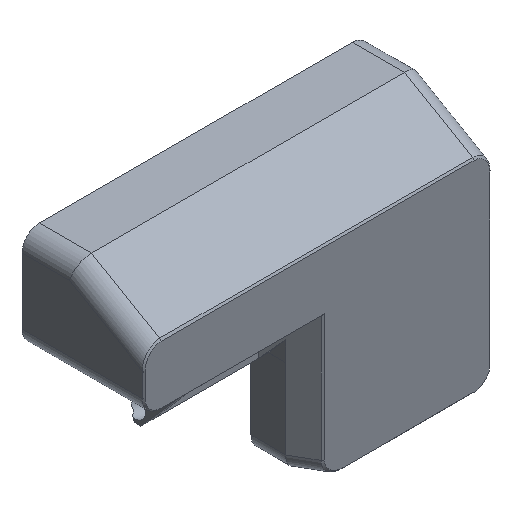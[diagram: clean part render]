
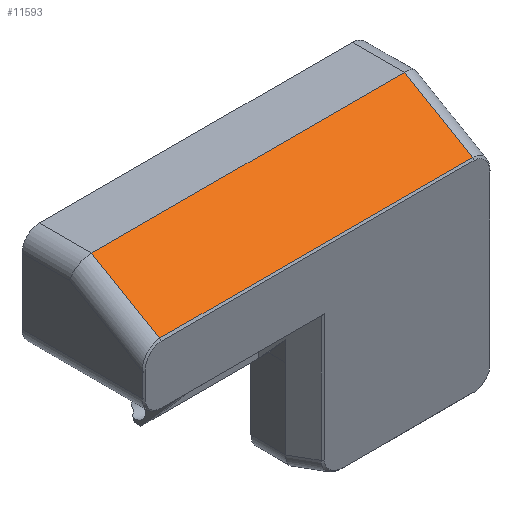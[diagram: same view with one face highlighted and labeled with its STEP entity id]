
A CAD part, isometric view. The second image highlights one B-rep face of the part: STEP entity #11593.
In plain terms, the highlighted planar face has unit normal (0, -0.5, 0.866).
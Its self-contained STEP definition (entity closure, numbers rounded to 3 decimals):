
#10849 = VERTEX_POINT('',#10850);
#10850 = CARTESIAN_POINT('',(92.848,-18.054,
    17.653));
#10867 = CYLINDRICAL_SURFACE('',#10868,5.);
#10868 = AXIS2_PLACEMENT_3D('',#10869,#10870,#10871);
#10869 = CARTESIAN_POINT('',(92.848,-17.493,
    12.203));
#10870 = DIRECTION('',(0.,0.866,0.5));
#10871 = DIRECTION('',(0.707,-0.354,0.612));
#10916 = PLANE('',#10917);
#10917 = AXIS2_PLACEMENT_3D('',#10918,#10919,#10920);
#10918 = CARTESIAN_POINT('',(33.577,-18.227,
    17.353));
#10919 = DIRECTION('',(0.,-0.866,0.5));
#10920 = DIRECTION('',(1.,0.,0.));
#10959 = EDGE_CURVE('',#10849,#10960,#10962,.T.);
#10960 = VERTEX_POINT('',#10961);
#10961 = CARTESIAN_POINT('',(2.848,-18.054,
    17.653));
#10962 = SURFACE_CURVE('',#10963,(#10967,#10974),.PCURVE_S1.);
#10963 = LINE('',#10964,#10965);
#10964 = CARTESIAN_POINT('',(33.577,-18.054,
    17.653));
#10965 = VECTOR('',#10966,1.);
#10966 = DIRECTION('',(-1.,0.,0.));
#10967 = PCURVE('',#10916,#10968);
#10968 = DEFINITIONAL_REPRESENTATION('',(#10969),#10973);
#10969 = LINE('',#10970,#10971);
#10970 = CARTESIAN_POINT('',(0.,0.346));
#10971 = VECTOR('',#10972,1.);
#10972 = DIRECTION('',(-1.,0.));
#10973 = ( GEOMETRIC_REPRESENTATION_CONTEXT(2) 
PARAMETRIC_REPRESENTATION_CONTEXT() REPRESENTATION_CONTEXT('2D SPACE',''
  ) );
#10974 = PCURVE('',#10975,#10980);
#10975 = PLANE('',#10976);
#10976 = AXIS2_PLACEMENT_3D('',#10977,#10978,#10979);
#10977 = CARTESIAN_POINT('',(21.667,-8.4,
    23.226));
#10978 = DIRECTION('',(0.,-0.5,0.866));
#10979 = DIRECTION('',(1.,0.,0.));
#10980 = DEFINITIONAL_REPRESENTATION('',(#10981),#10985);
#10981 = LINE('',#10982,#10983);
#10982 = CARTESIAN_POINT('',(11.91,-11.147));
#10983 = VECTOR('',#10984,1.);
#10984 = DIRECTION('',(-1.,0.));
#10985 = ( GEOMETRIC_REPRESENTATION_CONTEXT(2) 
PARAMETRIC_REPRESENTATION_CONTEXT() REPRESENTATION_CONTEXT('2D SPACE',''
  ) );
#11126 = CYLINDRICAL_SURFACE('',#11127,5.);
#11127 = AXIS2_PLACEMENT_3D('',#11128,#11129,#11130);
#11128 = CARTESIAN_POINT('',(2.848,-14.679,
    13.828));
#11129 = DIRECTION('',(0.,-0.866,-0.5));
#11130 = DIRECTION('',(-0.707,-0.354,0.612));
#11504 = EDGE_CURVE('',#10960,#11505,#11507,.T.);
#11505 = VERTEX_POINT('',#11506);
#11506 = CARTESIAN_POINT('',(2.848,1.6,29.));
#11507 = SURFACE_CURVE('',#11508,(#11512,#11519),.PCURVE_S1.);
#11508 = LINE('',#11509,#11510);
#11509 = CARTESIAN_POINT('',(2.848,-17.179,
    18.158));
#11510 = VECTOR('',#11511,1.);
#11511 = DIRECTION('',(0.,0.866,0.5));
#11512 = PCURVE('',#11126,#11513);
#11513 = DEFINITIONAL_REPRESENTATION('',(#11514),#11518);
#11514 = LINE('',#11515,#11516);
#11515 = CARTESIAN_POINT('',(5.498,0.));
#11516 = VECTOR('',#11517,1.);
#11517 = DIRECTION('',(0.,-1.));
#11518 = ( GEOMETRIC_REPRESENTATION_CONTEXT(2) 
PARAMETRIC_REPRESENTATION_CONTEXT() REPRESENTATION_CONTEXT('2D SPACE',''
  ) );
#11519 = PCURVE('',#10975,#11520);
#11520 = DEFINITIONAL_REPRESENTATION('',(#11521),#11525);
#11521 = LINE('',#11522,#11523);
#11522 = CARTESIAN_POINT('',(-18.82,-10.137));
#11523 = VECTOR('',#11524,1.);
#11524 = DIRECTION('',(0.,1.));
#11525 = ( GEOMETRIC_REPRESENTATION_CONTEXT(2) 
PARAMETRIC_REPRESENTATION_CONTEXT() REPRESENTATION_CONTEXT('2D SPACE',''
  ) );
#11593 = ADVANCED_FACE('',(#11594),#10975,.T.);
#11594 = FACE_BOUND('',#11595,.T.);
#11595 = EDGE_LOOP('',(#11596,#11597,#11620,#11646));
#11596 = ORIENTED_EDGE('',*,*,#10959,.F.);
#11597 = ORIENTED_EDGE('',*,*,#11598,.F.);
#11598 = EDGE_CURVE('',#11599,#10849,#11601,.T.);
#11599 = VERTEX_POINT('',#11600);
#11600 = CARTESIAN_POINT('',(92.848,1.6,29.));
#11601 = SURFACE_CURVE('',#11602,(#11606,#11613),.PCURVE_S1.);
#11602 = LINE('',#11603,#11604);
#11603 = CARTESIAN_POINT('',(92.848,-19.993,
    16.533));
#11604 = VECTOR('',#11605,1.);
#11605 = DIRECTION('',(0.,-0.866,-0.5));
#11606 = PCURVE('',#10975,#11607);
#11607 = DEFINITIONAL_REPRESENTATION('',(#11608),#11612);
#11608 = LINE('',#11609,#11610);
#11609 = CARTESIAN_POINT('',(71.18,-13.387));
#11610 = VECTOR('',#11611,1.);
#11611 = DIRECTION('',(0.,-1.));
#11612 = ( GEOMETRIC_REPRESENTATION_CONTEXT(2) 
PARAMETRIC_REPRESENTATION_CONTEXT() REPRESENTATION_CONTEXT('2D SPACE',''
  ) );
#11613 = PCURVE('',#10867,#11614);
#11614 = DEFINITIONAL_REPRESENTATION('',(#11615),#11619);
#11615 = LINE('',#11616,#11617);
#11616 = CARTESIAN_POINT('',(5.498,0.));
#11617 = VECTOR('',#11618,1.);
#11618 = DIRECTION('',(0.,-1.));
#11619 = ( GEOMETRIC_REPRESENTATION_CONTEXT(2) 
PARAMETRIC_REPRESENTATION_CONTEXT() REPRESENTATION_CONTEXT('2D SPACE',''
  ) );
#11620 = ORIENTED_EDGE('',*,*,#11621,.T.);
#11621 = EDGE_CURVE('',#11599,#11505,#11622,.T.);
#11622 = SURFACE_CURVE('',#11623,(#11627,#11634),.PCURVE_S1.);
#11623 = LINE('',#11624,#11625);
#11624 = CARTESIAN_POINT('',(21.667,1.6,29.));
#11625 = VECTOR('',#11626,1.);
#11626 = DIRECTION('',(-1.,0.,0.));
#11627 = PCURVE('',#10975,#11628);
#11628 = DEFINITIONAL_REPRESENTATION('',(#11629),#11633);
#11629 = LINE('',#11630,#11631);
#11630 = CARTESIAN_POINT('',(0.,11.547));
#11631 = VECTOR('',#11632,1.);
#11632 = DIRECTION('',(-1.,0.));
#11633 = ( GEOMETRIC_REPRESENTATION_CONTEXT(2) 
PARAMETRIC_REPRESENTATION_CONTEXT() REPRESENTATION_CONTEXT('2D SPACE',''
  ) );
#11634 = PCURVE('',#11635,#11640);
#11635 = PLANE('',#11636);
#11636 = AXIS2_PLACEMENT_3D('',#11637,#11638,#11639);
#11637 = CARTESIAN_POINT('',(-2.152,-18.4,29.));
#11638 = DIRECTION('',(0.,0.,1.));
#11639 = DIRECTION('',(1.,0.,0.));
#11640 = DEFINITIONAL_REPRESENTATION('',(#11641),#11645);
#11641 = LINE('',#11642,#11643);
#11642 = CARTESIAN_POINT('',(23.82,20.));
#11643 = VECTOR('',#11644,1.);
#11644 = DIRECTION('',(-1.,0.));
#11645 = ( GEOMETRIC_REPRESENTATION_CONTEXT(2) 
PARAMETRIC_REPRESENTATION_CONTEXT() REPRESENTATION_CONTEXT('2D SPACE',''
  ) );
#11646 = ORIENTED_EDGE('',*,*,#11504,.F.);
